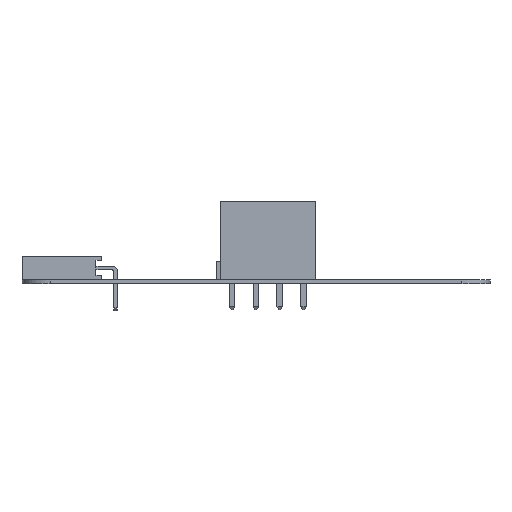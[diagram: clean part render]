
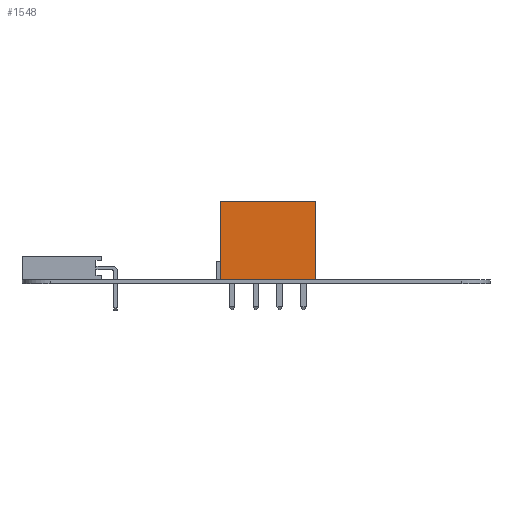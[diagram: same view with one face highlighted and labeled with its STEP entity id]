
A CAD part, front view. The second image highlights one B-rep face of the part: STEP entity #1548.
In plain terms, the highlighted planar face has unit normal (0, -1, 0).
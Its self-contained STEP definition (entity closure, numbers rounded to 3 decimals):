
#1256 = EDGE_CURVE('',#1257,#1259,#1261,.T.);
#1257 = VERTEX_POINT('',#1258);
#1258 = CARTESIAN_POINT('',(8.89,-1.27,8.4));
#1259 = VERTEX_POINT('',#1260);
#1260 = CARTESIAN_POINT('',(8.89,-1.27,0.));
#1261 = LINE('',#1262,#1263);
#1262 = CARTESIAN_POINT('',(8.89,-1.27,0.));
#1263 = VECTOR('',#1264,1.);
#1264 = DIRECTION('',(0.,0.,-1.));
#1353 = EDGE_CURVE('',#1354,#1257,#1356,.T.);
#1354 = VERTEX_POINT('',#1355);
#1355 = CARTESIAN_POINT('',(-1.27,-1.27,8.4));
#1356 = LINE('',#1357,#1358);
#1357 = CARTESIAN_POINT('',(0.,-1.27,8.4));
#1358 = VECTOR('',#1359,1.);
#1359 = DIRECTION('',(1.,0.,0.));
#1506 = VERTEX_POINT('',#1507);
#1507 = CARTESIAN_POINT('',(-1.27,-1.27,0.));
#1513 = EDGE_CURVE('',#1506,#1354,#1514,.T.);
#1514 = LINE('',#1515,#1516);
#1515 = CARTESIAN_POINT('',(-1.27,-1.27,0.));
#1516 = VECTOR('',#1517,1.);
#1517 = DIRECTION('',(0.,0.,1.));
#1548 = ADVANCED_FACE('',(#1549),#1560,.T.);
#1549 = FACE_BOUND('',#1550,.T.);
#1550 = EDGE_LOOP('',(#1551,#1552,#1553,#1559));
#1551 = ORIENTED_EDGE('',*,*,#1353,.F.);
#1552 = ORIENTED_EDGE('',*,*,#1513,.F.);
#1553 = ORIENTED_EDGE('',*,*,#1554,.T.);
#1554 = EDGE_CURVE('',#1506,#1259,#1555,.T.);
#1555 = LINE('',#1556,#1557);
#1556 = CARTESIAN_POINT('',(-1.27,-1.27,0.));
#1557 = VECTOR('',#1558,1.);
#1558 = DIRECTION('',(1.,0.,0.));
#1559 = ORIENTED_EDGE('',*,*,#1256,.F.);
#1560 = PLANE('',#1561);
#1561 = AXIS2_PLACEMENT_3D('',#1562,#1563,#1564);
#1562 = CARTESIAN_POINT('',(-1.27,-1.27,0.));
#1563 = DIRECTION('',(0.,-1.,0.));
#1564 = DIRECTION('',(0.,0.,-1.));
